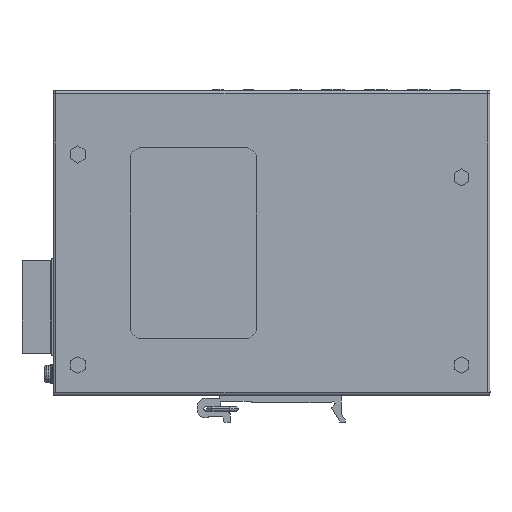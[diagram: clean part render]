
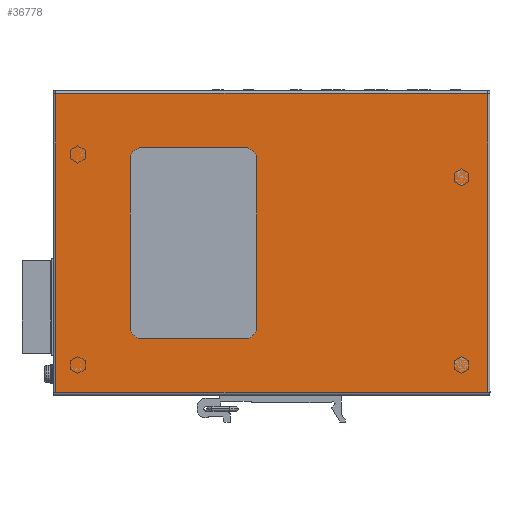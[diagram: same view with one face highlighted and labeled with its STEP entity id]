
A CAD part, left-side view. The second image highlights one B-rep face of the part: STEP entity #36778.
In plain terms, the highlighted planar face has unit normal (-1, 0, 0).
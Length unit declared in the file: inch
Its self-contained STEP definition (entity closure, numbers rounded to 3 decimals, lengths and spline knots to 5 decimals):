
#1142 = VECTOR ( 'NONE', #50984, 39.37008 ) ;
#1968 = LINE ( 'NONE', #3322, #54521 ) ;
#3322 = CARTESIAN_POINT ( 'NONE',  ( -0.59055, 2.09111, 2.14173 ) ) ;
#3387 = CARTESIAN_POINT ( 'NONE',  ( -0.59055, 1.93363, 0.8189 ) ) ;
#4409 = CARTESIAN_POINT ( 'NONE',  ( -0.59055, 0.46907, 2.14173 ) ) ;
#5064 = CARTESIAN_POINT ( 'NONE',  ( -0.59055, -2.48369, 3.96063 ) ) ;
#6449 = LINE ( 'NONE', #7495, #29024 ) ;
#6480 = CARTESIAN_POINT ( 'NONE',  ( -0.59055, 3.04387, 2.14173 ) ) ;
#6999 = DIRECTION ( 'NONE',  ( 0., 0., -1. ) ) ;
#7495 = CARTESIAN_POINT ( 'NONE',  ( -0.59055, 0.28009, 0.8189 ) ) ;
#7803 = CARTESIAN_POINT ( 'NONE',  ( -0.59055, 0.62655, 3.11024 ) ) ;
#8631 = DIRECTION ( 'NONE',  ( 0., 0., -1. ) ) ;
#10408 = EDGE_CURVE ( 'NONE', #26638, #33249, #48557, .T. ) ;
#11764 = ORIENTED_EDGE ( 'NONE', *, *, #68632, .T. ) ;
#12089 = DIRECTION ( 'NONE',  ( 0., 0., -1. ) ) ;
#12138 = ORIENTED_EDGE ( 'NONE', *, *, #10408, .F. ) ;
#12730 = CIRCLE ( 'NONE', #17196, 0.15748 ) ;
#12796 = AXIS2_PLACEMENT_3D ( 'NONE', #33935, #55296, #8631 ) ;
#14455 = DIRECTION ( 'NONE',  ( 0., 0., -1. ) ) ;
#14851 = ORIENTED_EDGE ( 'NONE', *, *, #57974, .F. ) ;
#15377 = EDGE_CURVE ( 'NONE', #54996, #34708, #69206, .T. ) ;
#15462 = EDGE_CURVE ( 'NONE', #51959, #60002, #6449, .T. ) ;
#16116 = ORIENTED_EDGE ( 'NONE', *, *, #55178, .F. ) ;
#16282 = CARTESIAN_POINT ( 'NONE',  ( -0.59055, 0.28009, 3.96063 ) ) ;
#16622 = CARTESIAN_POINT ( 'NONE',  ( -0.59055, -2.48369, 0.13386 ) ) ;
#17011 = CARTESIAN_POINT ( 'NONE',  ( -0.59055, 3.04387, 3.96063 ) ) ;
#17196 = AXIS2_PLACEMENT_3D ( 'NONE', #29044, #23103, #28710 ) ;
#17361 = EDGE_CURVE ( 'NONE', #39337, #49773, #46497, .T. ) ;
#18135 = AXIS2_PLACEMENT_3D ( 'NONE', #37123, #58485, #37473 ) ;
#18660 = CARTESIAN_POINT ( 'NONE',  ( -0.59055, 2.09111, 3.11024 ) ) ;
#19058 = ORIENTED_EDGE ( 'NONE', *, *, #35130, .F. ) ;
#19448 = CARTESIAN_POINT ( 'NONE',  ( -0.59055, 3.04387, 3.95276 ) ) ;
#19778 = VERTEX_POINT ( 'NONE', #29464 ) ;
#20051 = CARTESIAN_POINT ( 'NONE',  ( -0.59055, 0.28009, 3.26772 ) ) ;
#21527 = EDGE_LOOP ( 'NONE', ( #21687, #11764, #67157, #41212, #54046, #65058, #42214, #26038 ) ) ;
#21687 = ORIENTED_EDGE ( 'NONE', *, *, #15462, .T. ) ;
#22958 = AXIS2_PLACEMENT_3D ( 'NONE', #7803, #23265, #50560 ) ;
#23103 = DIRECTION ( 'NONE',  ( 1., 0., 0. ) ) ;
#23265 = DIRECTION ( 'NONE',  ( 1., 0., 0. ) ) ;
#23501 = FACE_OUTER_BOUND ( 'NONE', #38406, .T. ) ;
#25776 = DIRECTION ( 'NONE',  ( 0., -1., 0. ) ) ;
#26038 = ORIENTED_EDGE ( 'NONE', *, *, #28280, .T. ) ;
#26638 = VERTEX_POINT ( 'NONE', #48063 ) ;
#26796 = VECTOR ( 'NONE', #35991, 39.37008 ) ;
#27852 = DIRECTION ( 'NONE',  ( 0., 1., 0. ) ) ;
#28057 = CARTESIAN_POINT ( 'NONE',  ( -0.59055, 0.46907, 0.97638 ) ) ;
#28280 = EDGE_CURVE ( 'NONE', #49773, #51959, #12730, .T. ) ;
#28710 = DIRECTION ( 'NONE',  ( 0., 0., -1. ) ) ;
#29012 = VERTEX_POINT ( 'NONE', #16622 ) ;
#29024 = VECTOR ( 'NONE', #27852, 39.37008 ) ;
#29044 = CARTESIAN_POINT ( 'NONE',  ( -0.59055, 0.62655, 0.97638 ) ) ;
#29405 = EDGE_CURVE ( 'NONE', #49075, #39337, #41951, .T. ) ;
#29418 = VECTOR ( 'NONE', #43891, 39.37008 ) ;
#29464 = CARTESIAN_POINT ( 'NONE',  ( -0.59055, 2.09111, 0.97638 ) ) ;
#29544 = VECTOR ( 'NONE', #69235, 39.37008 ) ;
#29615 = CARTESIAN_POINT ( 'NONE',  ( -0.59055, 0.28009, 0.13386 ) ) ;
#30710 = CARTESIAN_POINT ( 'NONE',  ( -0.59055, 0.62655, 3.26772 ) ) ;
#32635 = DIRECTION ( 'NONE',  ( 1., 0., 0. ) ) ;
#33249 = VERTEX_POINT ( 'NONE', #19448 ) ;
#33683 = PLANE ( 'NONE',  #39696 ) ;
#33749 = CARTESIAN_POINT ( 'NONE',  ( -0.59055, 3.04387, 2.14173 ) ) ;
#33935 = CARTESIAN_POINT ( 'NONE',  ( -0.59055, 1.93363, 0.97638 ) ) ;
#34103 = LINE ( 'NONE', #33749, #29418 ) ;
#34708 = VERTEX_POINT ( 'NONE', #5064 ) ;
#35130 = EDGE_CURVE ( 'NONE', #33249, #54996, #34103, .T. ) ;
#35991 = DIRECTION ( 'NONE',  ( 0., 0., -1. ) ) ;
#36449 = VERTEX_POINT ( 'NONE', #18660 ) ;
#36778 = ADVANCED_FACE ( 'NONE', ( #60302, #23501 ), #33683, .F. ) ;
#36875 = DIRECTION ( 'NONE',  ( 0., -1., 0. ) ) ;
#37123 = CARTESIAN_POINT ( 'NONE',  ( -0.59055, 1.93363, 3.11024 ) ) ;
#37473 = DIRECTION ( 'NONE',  ( 0., 0., -1. ) ) ;
#37990 = VECTOR ( 'NONE', #25776, 39.37008 ) ;
#38406 = EDGE_LOOP ( 'NONE', ( #12138, #16116, #45046, #14851, #42962, #19058 ) ) ;
#39337 = VERTEX_POINT ( 'NONE', #40624 ) ;
#39696 = AXIS2_PLACEMENT_3D ( 'NONE', #59235, #32635, #6999 ) ;
#40624 = CARTESIAN_POINT ( 'NONE',  ( -0.59055, 0.46907, 3.11024 ) ) ;
#41212 = ORIENTED_EDGE ( 'NONE', *, *, #55703, .T. ) ;
#41951 = CIRCLE ( 'NONE', #22958, 0.15748 ) ;
#42129 = VECTOR ( 'NONE', #12089, 39.37008 ) ;
#42214 = ORIENTED_EDGE ( 'NONE', *, *, #17361, .T. ) ;
#42962 = ORIENTED_EDGE ( 'NONE', *, *, #15377, .F. ) ;
#43891 = DIRECTION ( 'NONE',  ( 0., 0., 1. ) ) ;
#44025 = VECTOR ( 'NONE', #14455, 39.37008 ) ;
#45046 = ORIENTED_EDGE ( 'NONE', *, *, #50176, .F. ) ;
#46354 = CARTESIAN_POINT ( 'NONE',  ( -0.59055, -2.48369, 2.14173 ) ) ;
#46497 = LINE ( 'NONE', #4409, #26796 ) ;
#48063 = CARTESIAN_POINT ( 'NONE',  ( -0.59055, 3.04387, 0.13386 ) ) ;
#48212 = CARTESIAN_POINT ( 'NONE',  ( -0.59055, 1.93363, 3.26772 ) ) ;
#48322 = CIRCLE ( 'NONE', #18135, 0.15748 ) ;
#48557 = LINE ( 'NONE', #6480, #29544 ) ;
#49075 = VERTEX_POINT ( 'NONE', #30710 ) ;
#49773 = VERTEX_POINT ( 'NONE', #28057 ) ;
#50176 = EDGE_CURVE ( 'NONE', #53405, #29012, #60804, .T. ) ;
#50560 = DIRECTION ( 'NONE',  ( 0., 0., -1. ) ) ;
#50984 = DIRECTION ( 'NONE',  ( 0., 1., 0. ) ) ;
#51959 = VERTEX_POINT ( 'NONE', #61663 ) ;
#52364 = VERTEX_POINT ( 'NONE', #48212 ) ;
#53405 = VERTEX_POINT ( 'NONE', #63651 ) ;
#54046 = ORIENTED_EDGE ( 'NONE', *, *, #56846, .T. ) ;
#54521 = VECTOR ( 'NONE', #60501, 39.37008 ) ;
#54996 = VERTEX_POINT ( 'NONE', #17011 ) ;
#55138 = VECTOR ( 'NONE', #36875, 39.37008 ) ;
#55178 = EDGE_CURVE ( 'NONE', #29012, #26638, #56250, .T. ) ;
#55296 = DIRECTION ( 'NONE',  ( 1., 0., 0. ) ) ;
#55703 = EDGE_CURVE ( 'NONE', #36449, #52364, #48322, .T. ) ;
#55892 = CARTESIAN_POINT ( 'NONE',  ( -0.59055, -2.48369, 2.14173 ) ) ;
#56250 = LINE ( 'NONE', #29615, #1142 ) ;
#56846 = EDGE_CURVE ( 'NONE', #52364, #49075, #62797, .T. ) ;
#57974 = EDGE_CURVE ( 'NONE', #34708, #53405, #62466, .T. ) ;
#58485 = DIRECTION ( 'NONE',  ( 1., 0., 0. ) ) ;
#59235 = CARTESIAN_POINT ( 'NONE',  ( -0.59055, 0.28009, 2.14173 ) ) ;
#60002 = VERTEX_POINT ( 'NONE', #3387 ) ;
#60302 = FACE_BOUND ( 'NONE', #21527, .T. ) ;
#60501 = DIRECTION ( 'NONE',  ( 0., 0., 1. ) ) ;
#60804 = LINE ( 'NONE', #55892, #42129 ) ;
#61497 = EDGE_CURVE ( 'NONE', #19778, #36449, #1968, .T. ) ;
#61663 = CARTESIAN_POINT ( 'NONE',  ( -0.59055, 0.62655, 0.8189 ) ) ;
#62071 = CIRCLE ( 'NONE', #12796, 0.15748 ) ;
#62466 = LINE ( 'NONE', #46354, #44025 ) ;
#62797 = LINE ( 'NONE', #20051, #55138 ) ;
#63651 = CARTESIAN_POINT ( 'NONE',  ( -0.59055, -2.48369, 3.95276 ) ) ;
#65058 = ORIENTED_EDGE ( 'NONE', *, *, #29405, .T. ) ;
#67157 = ORIENTED_EDGE ( 'NONE', *, *, #61497, .T. ) ;
#68632 = EDGE_CURVE ( 'NONE', #60002, #19778, #62071, .T. ) ;
#69206 = LINE ( 'NONE', #16282, #37990 ) ;
#69235 = DIRECTION ( 'NONE',  ( 0., 0., 1. ) ) ;
